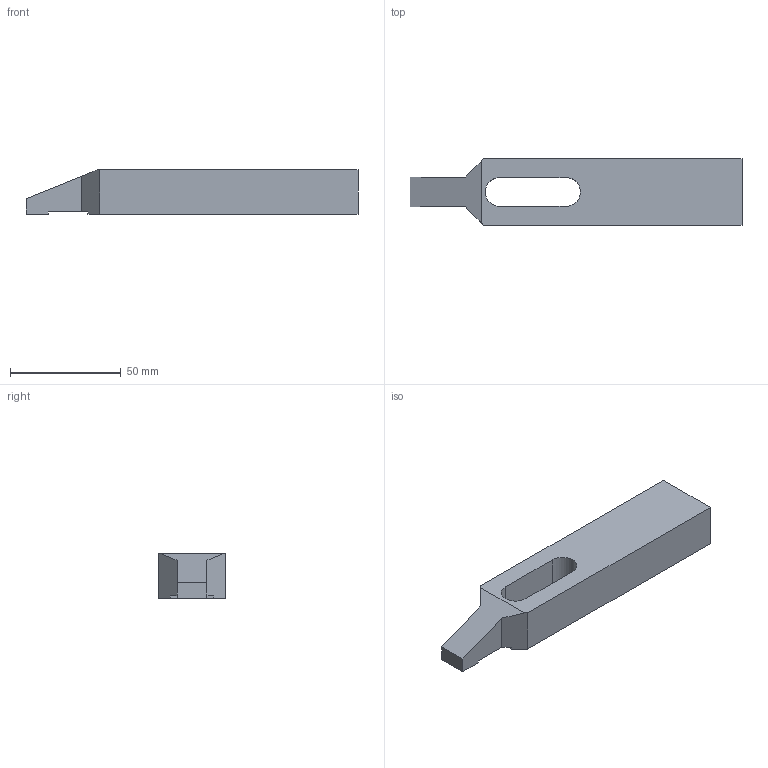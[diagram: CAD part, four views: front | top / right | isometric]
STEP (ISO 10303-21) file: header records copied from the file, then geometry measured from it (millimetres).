
FILE_DESCRIPTION(('STEP AP214'),'1');
FILE_NAME('HALDERN_EH_23180_0213.stp','2017-08-10T07:38:40',('TraceParts'),('TraceParts S.A.'),'Spatial InterOp 3D',' ',' ');
FILE_SCHEMA(('automotive_design'));
Length unit declared in the file: millimetre
Products named in the file (1): HALDERN_EH_23180_0213
Bounding box: 150 x 30 x 20 mm (x, y, z)
Volume: 62940.3 mm3; surface area: 15949.5 mm2
Topology: 1 solids, 1 shells, 20 faces, 57 edges, 38 vertices
Faces by surface type: plane 18, cylinder 2
Entity records: 833 total; most frequent: CARTESIAN_POINT 116, ORIENTED_EDGE 114, DIRECTION 103, EDGE_CURVE 57, LINE 53, VECTOR 53, VERTEX_POINT 38, AXIS2_PLACEMENT_3D 25
